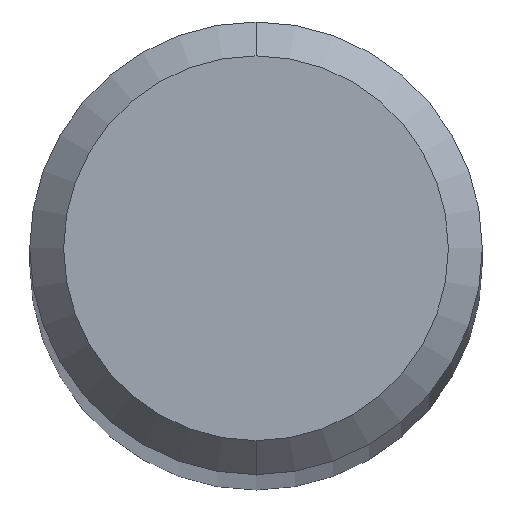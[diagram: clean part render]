
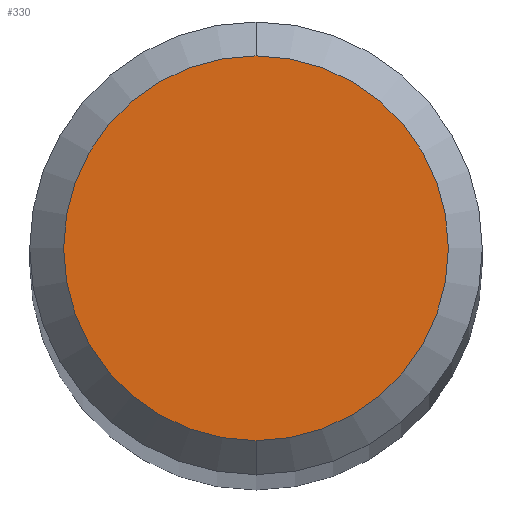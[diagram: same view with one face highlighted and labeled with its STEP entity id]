
A CAD part, top view. The second image highlights one B-rep face of the part: STEP entity #330.
In plain terms, the highlighted planar face has unit normal (0, 0, 1).
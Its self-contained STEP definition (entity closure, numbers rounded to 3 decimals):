
#202=VERTEX_POINT('',#507);
#206=EDGE_CURVE('',#202,#298,#511,.T.);
#286=EDGE_CURVE('',#298,#202,#601,.T.);
#298=VERTEX_POINT('',#614);
#330=ADVANCED_FACE('',(#648),#649,.T.);
#507=CARTESIAN_POINT('',(0.,-1.7,0.0));
#511=CIRCLE('',#875,1.7);
#601=CIRCLE('',#1050,1.7);
#614=CARTESIAN_POINT('',(0.0,1.7,0.0));
#648=FACE_OUTER_BOUND('',#1155,.T.);
#649=PLANE('',#1156);
#875=AXIS2_PLACEMENT_3D('',#1475,#1476,#1477);
#1050=AXIS2_PLACEMENT_3D('',#1582,#1583,#1584);
#1155=EDGE_LOOP('',(#1631,#1632));
#1156=AXIS2_PLACEMENT_3D('',#1633,#1634,#1635);
#1475=CARTESIAN_POINT('',(0.0,0.0,0.0));
#1476=DIRECTION('',(0.0,0.0,-1.0));
#1477=DIRECTION('',(0.0,1.0,0.0));
#1582=CARTESIAN_POINT('',(0.0,0.0,0.0));
#1583=DIRECTION('',(0.0,0.0,-1.0));
#1584=DIRECTION('',(0.0,1.0,0.0));
#1631=ORIENTED_EDGE('',*,*,#286,.F.);
#1632=ORIENTED_EDGE('',*,*,#206,.F.);
#1633=CARTESIAN_POINT('',(0.0,0.85,0.0));
#1634=DIRECTION('',(-0.0,0.0,1.0));
#1635=DIRECTION('',(0.0,-1.0,0.0));
